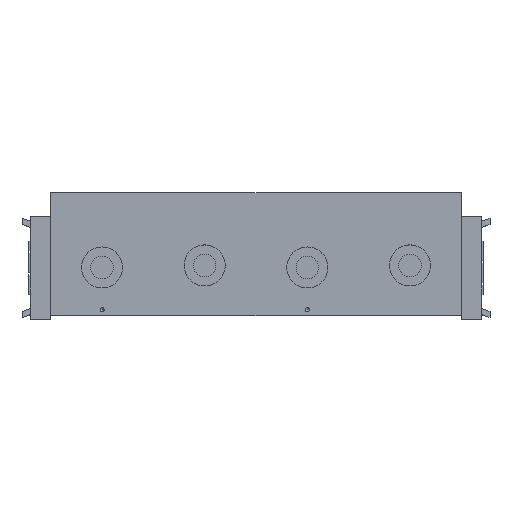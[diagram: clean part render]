
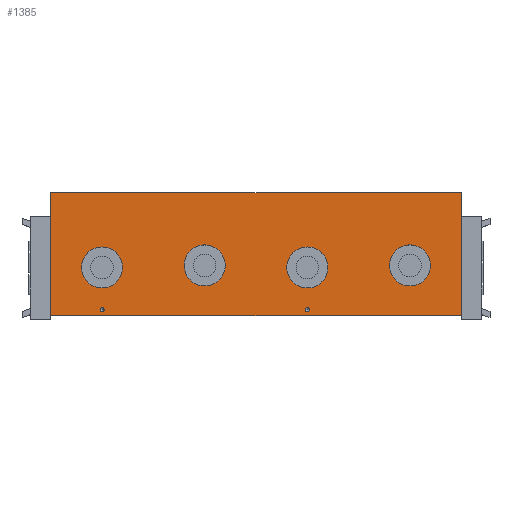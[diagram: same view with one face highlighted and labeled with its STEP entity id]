
A CAD part, top view. The second image highlights one B-rep face of the part: STEP entity #1385.
In plain terms, the highlighted planar face has unit normal (0, 0, 1).
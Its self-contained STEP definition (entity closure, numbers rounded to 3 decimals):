
#203=CARTESIAN_POINT('',(13.,-13.5,10.0));
#204=VERTEX_POINT('',#203);
#205=CARTESIAN_POINT('',(12.5,-13.5,10.0));
#206=DIRECTION('',(0.0,0.0,-1.0));
#207=DIRECTION('',(1.0,0.0,0.0));
#208=AXIS2_PLACEMENT_3D('',#205,#206,#207);
#209=CIRCLE('',#208,0.5);
#210=EDGE_CURVE('',#204,#204,#209,.T.);
#240=CARTESIAN_POINT('',(-37.0,-13.5,10.0));
#241=VERTEX_POINT('',#240);
#242=CARTESIAN_POINT('',(-37.5,-13.5,10.0));
#243=DIRECTION('',(0.0,0.0,-1.0));
#244=DIRECTION('',(1.0,0.0,0.0));
#245=AXIS2_PLACEMENT_3D('',#242,#243,#244);
#246=CIRCLE('',#245,0.5);
#247=EDGE_CURVE('',#241,#241,#246,.T.);
#851=CARTESIAN_POINT('',(42.5,-2.7,10.0));
#852=VERTEX_POINT('',#851);
#853=CARTESIAN_POINT('',(37.5,-2.7,10.0));
#854=DIRECTION('',(0.0,0.0,-1.0));
#855=DIRECTION('',(1.0,0.0,0.0));
#856=AXIS2_PLACEMENT_3D('',#853,#854,#855);
#857=CIRCLE('',#856,5.0);
#858=EDGE_CURVE('',#852,#852,#857,.T.);
#959=CARTESIAN_POINT('',(-7.5,-2.7,10.0));
#960=VERTEX_POINT('',#959);
#961=CARTESIAN_POINT('',(-12.5,-2.7,10.0));
#962=DIRECTION('',(0.0,0.0,-1.0));
#963=DIRECTION('',(1.0,0.0,0.0));
#964=AXIS2_PLACEMENT_3D('',#961,#962,#963);
#965=CIRCLE('',#964,5.0);
#966=EDGE_CURVE('',#960,#960,#965,.T.);
#1067=CARTESIAN_POINT('',(17.5,-3.2,10.0));
#1068=VERTEX_POINT('',#1067);
#1069=CARTESIAN_POINT('',(12.5,-3.2,10.0));
#1070=DIRECTION('',(0.0,0.0,-1.0));
#1071=DIRECTION('',(1.0,0.0,0.0));
#1072=AXIS2_PLACEMENT_3D('',#1069,#1070,#1071);
#1073=CIRCLE('',#1072,5.0);
#1074=EDGE_CURVE('',#1068,#1068,#1073,.T.);
#1175=CARTESIAN_POINT('',(-32.5,-3.2,10.0));
#1176=VERTEX_POINT('',#1175);
#1177=CARTESIAN_POINT('',(-37.5,-3.2,10.0));
#1178=DIRECTION('',(0.0,0.0,-1.0));
#1179=DIRECTION('',(1.0,0.0,0.0));
#1180=AXIS2_PLACEMENT_3D('',#1177,#1178,#1179);
#1181=CIRCLE('',#1180,5.0);
#1182=EDGE_CURVE('',#1176,#1176,#1181,.T.);
#1207=CARTESIAN_POINT('',(50.0,15.,10.0));
#1208=VERTEX_POINT('',#1207);
#1209=CARTESIAN_POINT('',(50.0,-15.0,10.0));
#1210=VERTEX_POINT('',#1209);
#1211=CARTESIAN_POINT('',(50.0,15.,10.0));
#1212=DIRECTION('',(0.0,-1.0,0.0));
#1213=VECTOR('',#1212,30.);
#1214=LINE('',#1211,#1213);
#1215=EDGE_CURVE('',#1208,#1210,#1214,.T.);
#1253=CARTESIAN_POINT('',(-50.0,-15.0,10.0));
#1254=VERTEX_POINT('',#1253);
#1255=CARTESIAN_POINT('',(50.0,-15.0,10.0));
#1256=DIRECTION('',(-1.0,0.0,0.0));
#1257=VECTOR('',#1256,100.0);
#1258=LINE('',#1255,#1257);
#1259=EDGE_CURVE('',#1210,#1254,#1258,.T.);
#1293=CARTESIAN_POINT('',(-50.0,15.0,10.0));
#1294=VERTEX_POINT('',#1293);
#1295=CARTESIAN_POINT('',(-50.0,-15.0,10.0));
#1296=DIRECTION('',(0.0,1.0,0.0));
#1297=VECTOR('',#1296,30.0);
#1298=LINE('',#1295,#1297);
#1299=EDGE_CURVE('',#1254,#1294,#1298,.T.);
#1330=CARTESIAN_POINT('',(-50.0,15.0,10.0));
#1331=DIRECTION('',(1.0,0.0,0.0));
#1332=VECTOR('',#1331,100.0);
#1333=LINE('',#1330,#1332);
#1334=EDGE_CURVE('',#1294,#1208,#1333,.T.);
#1356=CARTESIAN_POINT('',(0.,0.,10.0));
#1357=DIRECTION('',(0.0,0.0,1.0));
#1358=DIRECTION('',(1.0,0.0,0.0));
#1359=AXIS2_PLACEMENT_3D('',#1356,#1357,#1358);
#1360=PLANE('',#1359);
#1361=ORIENTED_EDGE('',*,*,#1215,.F.);
#1362=ORIENTED_EDGE('',*,*,#1334,.F.);
#1363=ORIENTED_EDGE('',*,*,#1299,.F.);
#1364=ORIENTED_EDGE('',*,*,#1259,.F.);
#1365=EDGE_LOOP('',(#1361,#1362,#1363,#1364));
#1366=FACE_OUTER_BOUND('',#1365,.T.);
#1367=ORIENTED_EDGE('',*,*,#210,.T.);
#1368=EDGE_LOOP('',(#1367));
#1369=FACE_BOUND('',#1368,.T.);
#1370=ORIENTED_EDGE('',*,*,#247,.T.);
#1371=EDGE_LOOP('',(#1370));
#1372=FACE_BOUND('',#1371,.T.);
#1373=ORIENTED_EDGE('',*,*,#858,.T.);
#1374=EDGE_LOOP('',(#1373));
#1375=FACE_BOUND('',#1374,.T.);
#1376=ORIENTED_EDGE('',*,*,#966,.T.);
#1377=EDGE_LOOP('',(#1376));
#1378=FACE_BOUND('',#1377,.T.);
#1379=ORIENTED_EDGE('',*,*,#1074,.T.);
#1380=EDGE_LOOP('',(#1379));
#1381=FACE_BOUND('',#1380,.T.);
#1382=ORIENTED_EDGE('',*,*,#1182,.T.);
#1383=EDGE_LOOP('',(#1382));
#1384=FACE_BOUND('',#1383,.T.);
#1385=ADVANCED_FACE('',(#1366,#1369,#1372,#1375,#1378,#1381,#1384),#1360,.T.);
